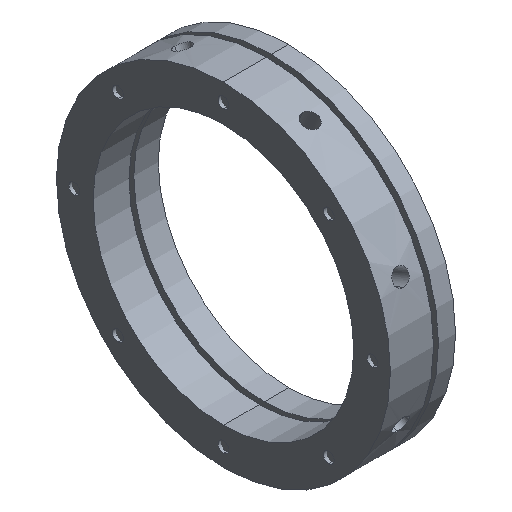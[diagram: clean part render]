
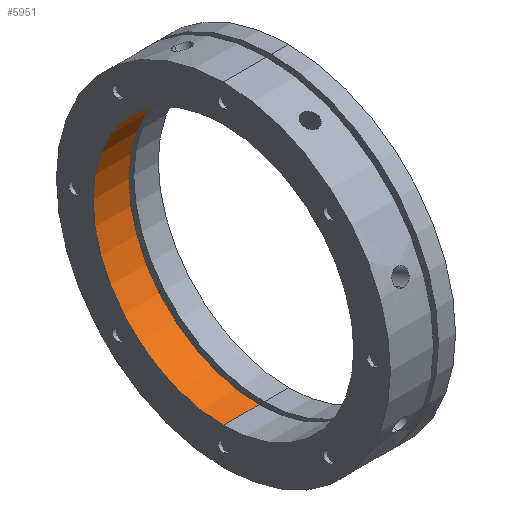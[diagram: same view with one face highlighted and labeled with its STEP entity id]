
A CAD part, isometric view. The second image highlights one B-rep face of the part: STEP entity #5951.
In plain terms, the highlighted cylindrical face has radius 80 mm (diameter 160 mm), a partial arc.
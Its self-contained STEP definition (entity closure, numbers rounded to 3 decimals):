
#28 = AXIS2_PLACEMENT_3D ( 'NONE', #4199, #4200, #4201 ) ;
#120 = AXIS2_PLACEMENT_3D ( 'NONE', #401, #399, #397 ) ;
#397 = DIRECTION ( 'NONE',  ( 0., 0., -1. ) ) ;
#399 = DIRECTION ( 'NONE',  ( 1., 0., 0. ) ) ;
#401 = CARTESIAN_POINT ( 'NONE',  ( 20., 0., 0. ) ) ;
#858 = VERTEX_POINT ( 'NONE', #1439 ) ;
#865 = VERTEX_POINT ( 'NONE', #1446 ) ;
#866 = VERTEX_POINT ( 'NONE', #1447 ) ;
#867 = VERTEX_POINT ( 'NONE', #1448 ) ;
#1246 = EDGE_LOOP ( 'NONE', ( #2990, #2991, #2992, #2993 ) ) ;
#1439 = CARTESIAN_POINT ( 'NONE',  ( 0., 0., -80. ) ) ;
#1446 = CARTESIAN_POINT ( 'NONE',  ( 0., 0., 80. ) ) ;
#1447 = CARTESIAN_POINT ( 'NONE',  ( 22., 0., -80. ) ) ;
#1448 = CARTESIAN_POINT ( 'NONE',  ( 22., 0., 80. ) ) ;
#1827 = DIRECTION ( 'NONE',  ( 1., 0., 0. ) ) ;
#1828 = CARTESIAN_POINT ( 'NONE',  ( 20., 0., 80. ) ) ;
#1832 = DIRECTION ( 'NONE',  ( 1., 0., 0. ) ) ;
#1833 = CARTESIAN_POINT ( 'NONE',  ( 20., 0., -80. ) ) ;
#2990 = ORIENTED_EDGE ( 'NONE', *, *, #5378, .F. ) ;
#2991 = ORIENTED_EDGE ( 'NONE', *, *, #5711, .F. ) ;
#2992 = ORIENTED_EDGE ( 'NONE', *, *, #5380, .T. ) ;
#2993 = ORIENTED_EDGE ( 'NONE', *, *, #5677, .F. ) ;
#3214 = LINE ( 'NONE', #1828, #3218 ) ;
#3217 = LINE ( 'NONE', #1833, #3221 ) ;
#3218 = VECTOR ( 'NONE', #1827, 1000. ) ;
#3221 = VECTOR ( 'NONE', #1832, 1000. ) ;
#3594 = CIRCLE ( 'NONE', #5507, 80. ) ;
#3628 = CIRCLE ( 'NONE', #28, 80. ) ;
#4095 = CARTESIAN_POINT ( 'NONE',  ( 22., 0., 0. ) ) ;
#4096 = DIRECTION ( 'NONE',  ( -1., 0., 0. ) ) ;
#4097 = DIRECTION ( 'NONE',  ( 0., 0., -1. ) ) ;
#4199 = CARTESIAN_POINT ( 'NONE',  ( 0., 0., 0. ) ) ;
#4200 = DIRECTION ( 'NONE',  ( 1., 0., 0. ) ) ;
#4201 = DIRECTION ( 'NONE',  ( 0., 0., -1. ) ) ;
#5025 = FACE_OUTER_BOUND ( 'NONE', #1246, .T. ) ;
#5034 = CYLINDRICAL_SURFACE ( 'NONE', #120, 80. ) ;
#5378 = EDGE_CURVE ( 'NONE', #865, #867, #3214, .T. ) ;
#5380 = EDGE_CURVE ( 'NONE', #858, #866, #3217, .T. ) ;
#5507 = AXIS2_PLACEMENT_3D ( 'NONE', #4095, #4096, #4097 ) ;
#5677 = EDGE_CURVE ( 'NONE', #867, #866, #3594, .T. ) ;
#5711 = EDGE_CURVE ( 'NONE', #858, #865, #3628, .T. ) ;
#5951 = ADVANCED_FACE ( 'NONE', ( #5025 ), #5034, .F. ) ;
